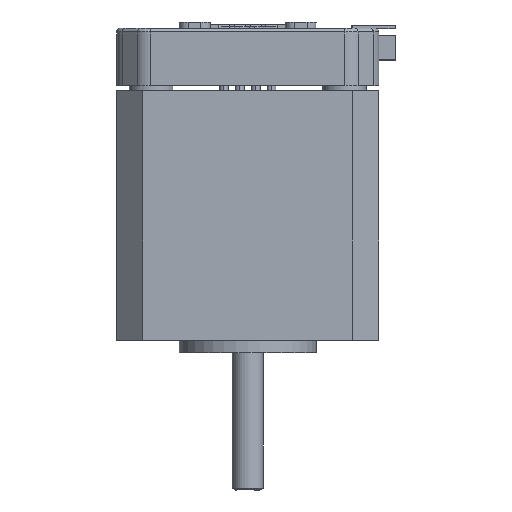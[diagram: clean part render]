
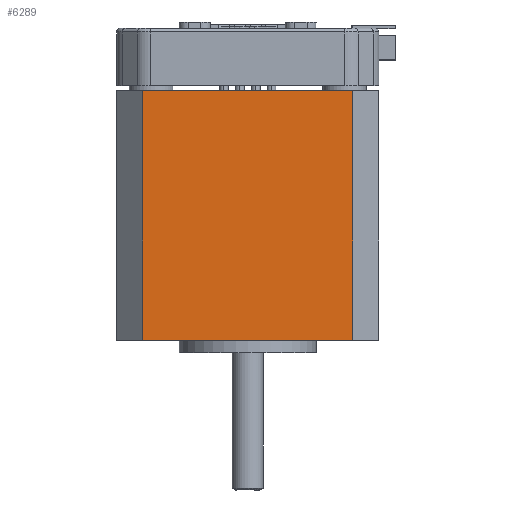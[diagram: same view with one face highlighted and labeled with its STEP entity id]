
A CAD part, front view. The second image highlights one B-rep face of the part: STEP entity #6289.
In plain terms, the highlighted planar face has unit normal (0, -1, 0).
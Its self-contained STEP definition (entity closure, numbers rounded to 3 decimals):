
#1479 = VERTEX_POINT ( 'NONE', #39204 ) ;
#2304 = CARTESIAN_POINT ( 'NONE',  ( 16.8, -21., 0. ) ) ;
#2459 = DIRECTION ( 'NONE',  ( 1., 0., 0. ) ) ;
#4626 = ORIENTED_EDGE ( 'NONE', *, *, #11711, .T. ) ;
#5042 = CARTESIAN_POINT ( 'NONE',  ( -16.8, -21., 0. ) ) ;
#5491 = VECTOR ( 'NONE', #29130, 1000. ) ;
#6289 = ADVANCED_FACE ( 'NONE', ( #13681 ), #33003, .F. ) ;
#7952 = CARTESIAN_POINT ( 'NONE',  ( 16.8, -21., 40. ) ) ;
#9048 = ORIENTED_EDGE ( 'NONE', *, *, #18083, .F. ) ;
#9698 = VECTOR ( 'NONE', #30265, 1000. ) ;
#10397 = ORIENTED_EDGE ( 'NONE', *, *, #11043, .F. ) ;
#11012 = DIRECTION ( 'NONE',  ( 0., 0., -1. ) ) ;
#11043 = EDGE_CURVE ( 'NONE', #38152, #1479, #42031, .T. ) ;
#11711 = EDGE_CURVE ( 'NONE', #38152, #35771, #50477, .T. ) ;
#12958 = LINE ( 'NONE', #16884, #5491 ) ;
#13681 = FACE_OUTER_BOUND ( 'NONE', #19211, .T. ) ;
#16448 = VERTEX_POINT ( 'NONE', #2304 ) ;
#16884 = CARTESIAN_POINT ( 'NONE',  ( -16.8, -21., 0. ) ) ;
#18083 = EDGE_CURVE ( 'NONE', #1479, #16448, #23859, .T. ) ;
#19142 = DIRECTION ( 'NONE',  ( 0., 1., 0. ) ) ;
#19211 = EDGE_LOOP ( 'NONE', ( #30370, #9048, #10397, #4626 ) ) ;
#23859 = LINE ( 'NONE', #7952, #31343 ) ;
#27308 = AXIS2_PLACEMENT_3D ( 'NONE', #46849, #19142, #2459 ) ;
#29130 = DIRECTION ( 'NONE',  ( 1., 0., 0. ) ) ;
#30265 = DIRECTION ( 'NONE',  ( 1., 0., 0. ) ) ;
#30370 = ORIENTED_EDGE ( 'NONE', *, *, #47124, .T. ) ;
#31343 = VECTOR ( 'NONE', #44484, 1000. ) ;
#33003 = PLANE ( 'NONE',  #27308 ) ;
#35771 = VERTEX_POINT ( 'NONE', #5042 ) ;
#38152 = VERTEX_POINT ( 'NONE', #46208 ) ;
#39204 = CARTESIAN_POINT ( 'NONE',  ( 16.8, -21., 40. ) ) ;
#42031 = LINE ( 'NONE', #46990, #9698 ) ;
#43386 = CARTESIAN_POINT ( 'NONE',  ( -16.8, -21., 40. ) ) ;
#44484 = DIRECTION ( 'NONE',  ( 0., 0., -1. ) ) ;
#46208 = CARTESIAN_POINT ( 'NONE',  ( -16.8, -21., 40. ) ) ;
#46849 = CARTESIAN_POINT ( 'NONE',  ( -16.8, -21., 40. ) ) ;
#46990 = CARTESIAN_POINT ( 'NONE',  ( -16.8, -21., 40. ) ) ;
#47124 = EDGE_CURVE ( 'NONE', #35771, #16448, #12958, .T. ) ;
#49808 = VECTOR ( 'NONE', #11012, 1000. ) ;
#50477 = LINE ( 'NONE', #43386, #49808 ) ;
